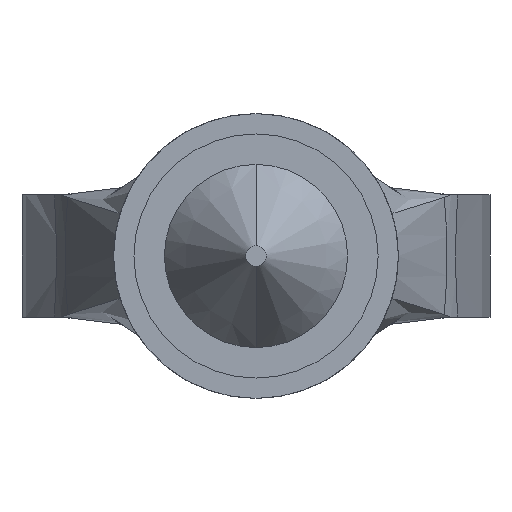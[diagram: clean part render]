
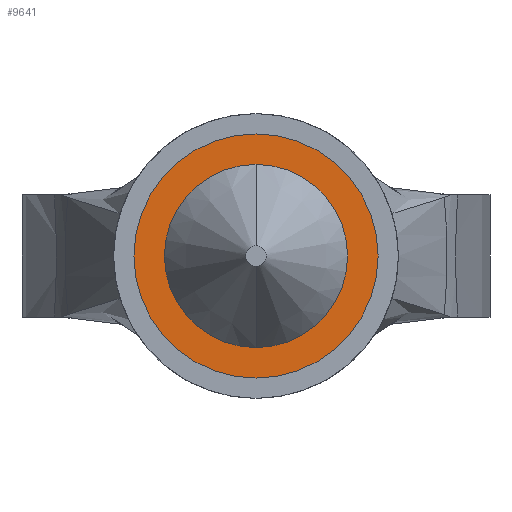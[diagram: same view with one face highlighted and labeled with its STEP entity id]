
A CAD part, front view. The second image highlights one B-rep face of the part: STEP entity #9641.
In plain terms, the highlighted planar face has unit normal (0, -1, 0).
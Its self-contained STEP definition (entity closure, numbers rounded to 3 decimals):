
#367 = EDGE_LOOP ( 'NONE', ( #5170, #13496 ) ) ;
#411 = DIRECTION ( 'NONE',  ( 0., 1., 0. ) ) ;
#1376 = DIRECTION ( 'NONE',  ( 0., -1., 0. ) ) ;
#1611 = DIRECTION ( 'NONE',  ( 0., -1., 0. ) ) ;
#1980 = FACE_BOUND ( 'NONE', #13831, .T. ) ;
#2352 = AXIS2_PLACEMENT_3D ( 'NONE', #14178, #8732, #9837 ) ;
#2381 = CIRCLE ( 'NONE', #6599, 3. ) ;
#2934 = VERTEX_POINT ( 'NONE', #11988 ) ;
#3117 = VERTEX_POINT ( 'NONE', #5415 ) ;
#4006 = CARTESIAN_POINT ( 'NONE',  ( 0., 38., 2.25 ) ) ;
#4142 = DIRECTION ( 'NONE',  ( 0., -1., 0. ) ) ;
#4718 = DIRECTION ( 'NONE',  ( 0., 0., 1. ) ) ;
#5170 = ORIENTED_EDGE ( 'NONE', *, *, #13097, .T. ) ;
#5415 = CARTESIAN_POINT ( 'NONE',  ( 0., 38., -2.25 ) ) ;
#5839 = CIRCLE ( 'NONE', #9059, 2.25 ) ;
#6003 = EDGE_CURVE ( 'NONE', #6194, #3117, #5839, .T. ) ;
#6123 = EDGE_CURVE ( 'NONE', #3117, #6194, #6718, .T. ) ;
#6194 = VERTEX_POINT ( 'NONE', #4006 ) ;
#6599 = AXIS2_PLACEMENT_3D ( 'NONE', #11844, #4142, #8650 ) ;
#6718 = CIRCLE ( 'NONE', #13661, 2.25 ) ;
#7490 = CARTESIAN_POINT ( 'NONE',  ( 0., 38., -3. ) ) ;
#8152 = ORIENTED_EDGE ( 'NONE', *, *, #6123, .F. ) ;
#8218 = CARTESIAN_POINT ( 'NONE',  ( 0., 38., 0. ) ) ;
#8355 = DIRECTION ( 'NONE',  ( 0., 0., 1. ) ) ;
#8650 = DIRECTION ( 'NONE',  ( 0., 0., 1. ) ) ;
#8732 = DIRECTION ( 'NONE',  ( 0., -1., 0. ) ) ;
#9059 = AXIS2_PLACEMENT_3D ( 'NONE', #13743, #1376, #4718 ) ;
#9167 = AXIS2_PLACEMENT_3D ( 'NONE', #8218, #411, #8355 ) ;
#9417 = CIRCLE ( 'NONE', #2352, 3. ) ;
#9573 = CARTESIAN_POINT ( 'NONE',  ( 0., 38., 0. ) ) ;
#9641 = ADVANCED_FACE ( 'NONE', ( #1980, #12841 ), #10634, .F. ) ;
#9837 = DIRECTION ( 'NONE',  ( 0., 0., 1. ) ) ;
#10093 = VERTEX_POINT ( 'NONE', #7490 ) ;
#10634 = PLANE ( 'NONE',  #9167 ) ;
#10712 = ORIENTED_EDGE ( 'NONE', *, *, #6003, .F. ) ;
#11844 = CARTESIAN_POINT ( 'NONE',  ( 0., 38., 0. ) ) ;
#11988 = CARTESIAN_POINT ( 'NONE',  ( 0., 38., 3. ) ) ;
#12806 = DIRECTION ( 'NONE',  ( 0., 0., 1. ) ) ;
#12841 = FACE_OUTER_BOUND ( 'NONE', #367, .T. ) ;
#13097 = EDGE_CURVE ( 'NONE', #2934, #10093, #9417, .T. ) ;
#13496 = ORIENTED_EDGE ( 'NONE', *, *, #13994, .T. ) ;
#13661 = AXIS2_PLACEMENT_3D ( 'NONE', #9573, #1611, #12806 ) ;
#13743 = CARTESIAN_POINT ( 'NONE',  ( 0., 38., 0. ) ) ;
#13831 = EDGE_LOOP ( 'NONE', ( #8152, #10712 ) ) ;
#13994 = EDGE_CURVE ( 'NONE', #10093, #2934, #2381, .T. ) ;
#14178 = CARTESIAN_POINT ( 'NONE',  ( 0., 38., 0. ) ) ;
